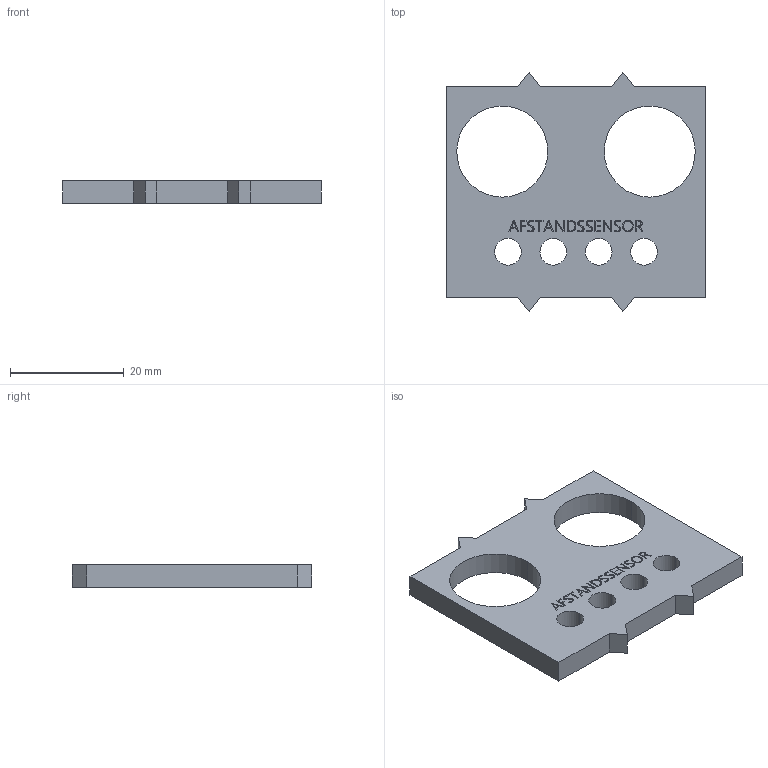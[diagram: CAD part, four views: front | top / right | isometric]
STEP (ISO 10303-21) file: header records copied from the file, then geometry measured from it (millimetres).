
FILE_DESCRIPTION (( 'STEP AP214' ), '1' );
FILE_NAME ('Module Bracket Sonar.STEP', '2023-06-01T11:12:27', ( '' ), ( '' ), 'SwSTEP 2.0', 'SolidWorks 2022', '' );
FILE_SCHEMA (( 'AUTOMOTIVE_DESIGN' ));
Length unit declared in the file: millimetre
Products named in the file (1): Module Bracket Sonar
Bounding box: 45.5 x 42 x 4 mm (x, y, z)
Volume: 4925.6 mm3; surface area: 3827.7 mm2
Topology: 1 solids, 1 shells, 231 faces, 630 edges, 420 vertices
Faces by surface type: plane 141, bspline 78, cylinder 12
Entity records: 11257 total; most frequent: CARTESIAN_POINT 5848, ORIENTED_EDGE 1260, DIRECTION 806, EDGE_CURVE 630, LINE 450, VECTOR 450, VERTEX_POINT 420, EDGE_LOOP 262
